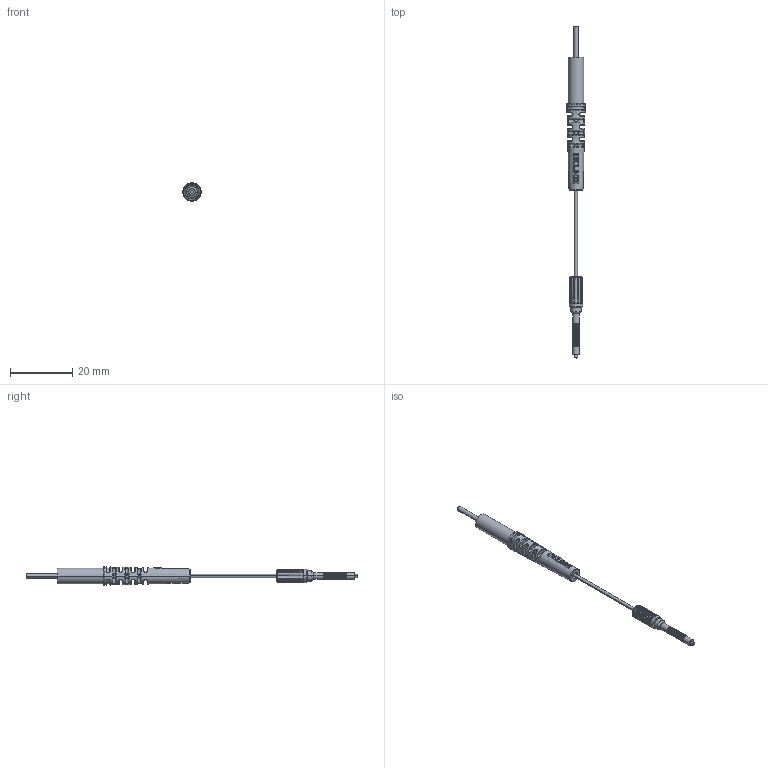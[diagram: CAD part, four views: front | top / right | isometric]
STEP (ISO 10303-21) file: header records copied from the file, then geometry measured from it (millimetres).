
FILE_DESCRIPTION((''),'2;1');
FILE_NAME('PTS5Y10-IQ_ASM','2020-06-08T17:48:58',('Administrator'),(''),'CREO PARAMETRIC BY PTC INC, 2018400','CREO PARAMETRIC BY PTC INC, 2018400','');
FILE_SCHEMA(('AUTOMOTIVE_DESIGN { 1 0 10303 214 1 1 1 1 }'));
Length unit declared in the file: millimetre
Products named in the file (7): 5MM-17__; 10XIAN__; JW22_10___; PTM6___; 6MM_10DAN___ASM; 15-10_; PTS5Y10-IQ_ASM
Assembly tree (6 placements, depth 3):
  PTS5Y10-IQ_ASM
    5MM-17__
    6MM_10DAN___ASM
      10XIAN__
      JW22_10___
      PTM6___
    15-10_
Bounding box: 5.99 x 107 x 5.99 mm (x, y, z)
Volume: 794.8 mm3; surface area: 2045.6 mm2
Topology: 5 solids, 5 shells, 568 faces, 1390 edges, 842 vertices
Faces by surface type: cylinder 214, plane 140, torus 108, extrusion 48, bspline 42, cone 16
Entity records: 23740 total; most frequent: CARTESIAN_POINT 8684, DIRECTION 2887, ORIENTED_EDGE 2780, EDGE_CURVE 1390, AXIS2_PLACEMENT_3D 1284, VERTEX_POINT 842, CIRCLE 790, EDGE_LOOP 614
